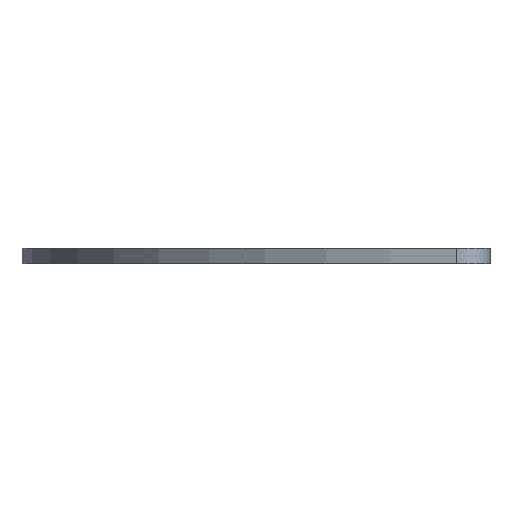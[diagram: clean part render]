
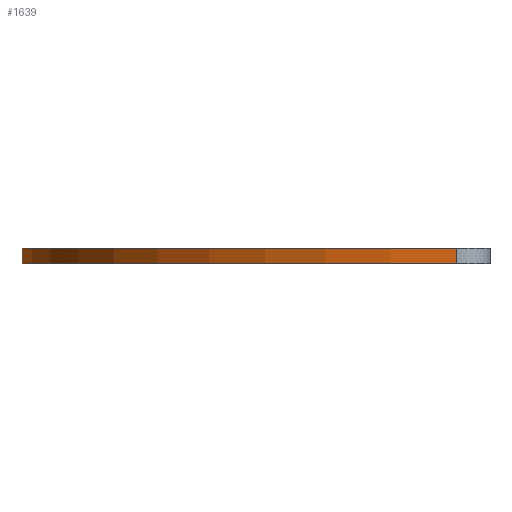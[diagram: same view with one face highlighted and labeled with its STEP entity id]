
A CAD part, left-side view. The second image highlights one B-rep face of the part: STEP entity #1639.
In plain terms, the highlighted cylindrical face has radius 30 mm (diameter 60 mm), a partial arc.
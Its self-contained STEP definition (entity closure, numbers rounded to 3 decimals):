
#85=CIRCLE('',#1805,30.);
#86=CIRCLE('',#1806,30.);
#132=CYLINDRICAL_SURFACE('',#1804,30.);
#200=FACE_OUTER_BOUND('',#283,.T.);
#283=EDGE_LOOP('',(#1289,#1290,#1291,#1292));
#432=LINE('',#2694,#597);
#433=LINE('',#2700,#598);
#597=VECTOR('',#2205,10.);
#598=VECTOR('',#2212,10.);
#764=VERTEX_POINT('',#2691);
#765=VERTEX_POINT('',#2693);
#766=VERTEX_POINT('',#2697);
#767=VERTEX_POINT('',#2699);
#985=EDGE_CURVE('',#765,#764,#432,.T.);
#987=EDGE_CURVE('',#764,#766,#85,.T.);
#988=EDGE_CURVE('',#767,#766,#433,.T.);
#989=EDGE_CURVE('',#765,#767,#86,.T.);
#1289=ORIENTED_EDGE('',*,*,#987,.T.);
#1290=ORIENTED_EDGE('',*,*,#988,.F.);
#1291=ORIENTED_EDGE('',*,*,#989,.F.);
#1292=ORIENTED_EDGE('',*,*,#985,.T.);
#1639=ADVANCED_FACE('',(#200),#132,.T.);
#1804=AXIS2_PLACEMENT_3D('',#2696,#2208,#2209);
#1805=AXIS2_PLACEMENT_3D('',#2698,#2210,#2211);
#1806=AXIS2_PLACEMENT_3D('',#2701,#2213,#2214);
#2205=DIRECTION('',(0.,0.,1.));
#2208=DIRECTION('center_axis',(0.,0.,1.));
#2209=DIRECTION('ref_axis',(-0.071,0.997,0.));
#2210=DIRECTION('center_axis',(0.,0.,-1.));
#2211=DIRECTION('ref_axis',(-0.071,0.997,0.));
#2212=DIRECTION('',(0.,0.,1.));
#2213=DIRECTION('center_axis',(0.,0.,-1.));
#2214=DIRECTION('ref_axis',(-0.071,0.997,0.));
#2691=CARTESIAN_POINT('',(-14.923,-12.857,1.));
#2693=CARTESIAN_POINT('',(-14.923,-12.857,0.));
#2694=CARTESIAN_POINT('',(-14.923,-12.857,0.));
#2696=CARTESIAN_POINT('Origin',(15.,-15.,0.));
#2697=CARTESIAN_POINT('',(12.857,14.923,1.));
#2698=CARTESIAN_POINT('Origin',(15.,-15.,1.));
#2699=CARTESIAN_POINT('',(12.857,14.923,0.));
#2700=CARTESIAN_POINT('',(12.857,14.923,0.));
#2701=CARTESIAN_POINT('Origin',(15.,-15.,0.));
